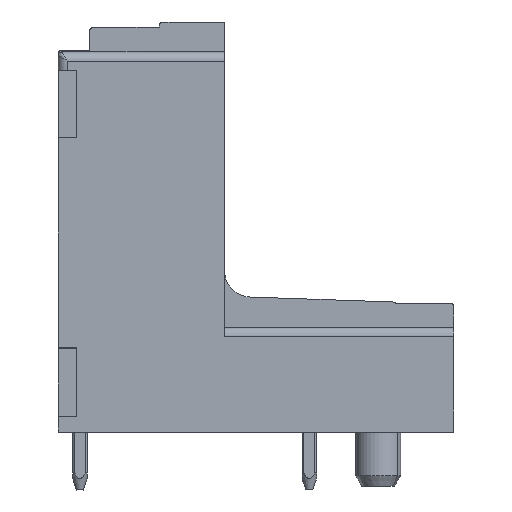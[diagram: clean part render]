
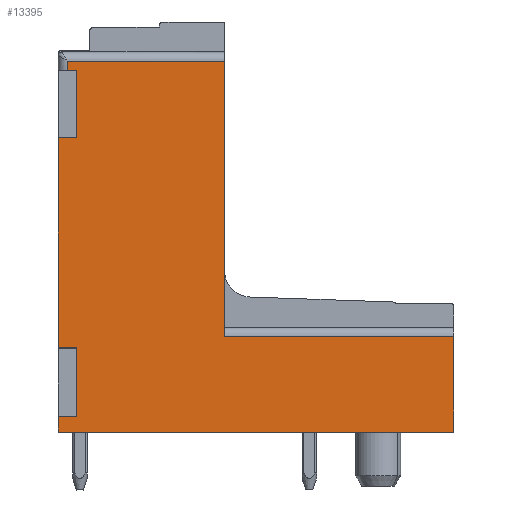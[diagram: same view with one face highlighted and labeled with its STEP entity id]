
A CAD part, left-side view. The second image highlights one B-rep face of the part: STEP entity #13395.
In plain terms, the highlighted planar face has unit normal (-1, 0, 0).
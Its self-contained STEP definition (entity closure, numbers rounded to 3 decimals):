
#13377=AXIS2_PLACEMENT_3D('Plane Axis2P3D',#13374,#13375,#13376) ;
#150=CARTESIAN_POINT('Vertex',(0.,21.9,3.2)) ;
#432=CARTESIAN_POINT('Vertex',(0.,0.,3.2)) ;
#435=CARTESIAN_POINT('Line Origine',(0.,10.95,3.2)) ;
#736=CARTESIAN_POINT('Line Origine',(0.,21.9,3.635)) ;
#740=CARTESIAN_POINT('Vertex',(0.,21.9,4.07)) ;
#810=CARTESIAN_POINT('Vertex',(0.,21.9,7.89)) ;
#813=CARTESIAN_POINT('Line Origine',(0.,21.9,13.695)) ;
#817=CARTESIAN_POINT('Vertex',(0.,21.9,19.5)) ;
#1924=CARTESIAN_POINT('Vertex',(0.,12.7,23.74)) ;
#1927=CARTESIAN_POINT('Line Origine',(0.,12.7,16.12)) ;
#1931=CARTESIAN_POINT('Vertex',(0.,12.7,8.5)) ;
#2770=CARTESIAN_POINT('Vertex',(0.,0.,8.5)) ;
#2773=CARTESIAN_POINT('Line Origine',(0.,0.,5.85)) ;
#6793=CARTESIAN_POINT('Vertex',(0.,21.4,23.74)) ;
#10935=CARTESIAN_POINT('Line Origine',(0.,21.4,13.72)) ;
#10939=CARTESIAN_POINT('Vertex',(0.,21.4,23.24)) ;
#10959=CARTESIAN_POINT('Line Origine',(0.,10.95,23.74)) ;
#10971=CARTESIAN_POINT('Line Origine',(0.,21.4,4.07)) ;
#10975=CARTESIAN_POINT('Vertex',(0.,20.9,4.07)) ;
#10993=CARTESIAN_POINT('Line Origine',(0.,20.9,5.98)) ;
#10997=CARTESIAN_POINT('Vertex',(0.,20.9,7.89)) ;
#11012=CARTESIAN_POINT('Line Origine',(0.,21.4,7.89)) ;
#11024=CARTESIAN_POINT('Line Origine',(0.,21.4,19.5)) ;
#11028=CARTESIAN_POINT('Vertex',(0.,20.9,19.5)) ;
#11046=CARTESIAN_POINT('Line Origine',(0.,20.9,21.37)) ;
#11050=CARTESIAN_POINT('Vertex',(0.,20.9,23.24)) ;
#11065=CARTESIAN_POINT('Line Origine',(0.,21.15,23.24)) ;
#13157=CARTESIAN_POINT('Line Origine',(0.,10.95,8.5)) ;
#13374=CARTESIAN_POINT('Axis2P3D Location',(0.,0.,0.)) ;
#436=DIRECTION('Vector Direction',(0.,1.,0.)) ;
#737=DIRECTION('Vector Direction',(0.,0.,1.)) ;
#814=DIRECTION('Vector Direction',(0.,0.,1.)) ;
#1928=DIRECTION('Vector Direction',(0.,0.,-1.)) ;
#2774=DIRECTION('Vector Direction',(0.,0.,-1.)) ;
#10936=DIRECTION('Vector Direction',(0.,0.,-1.)) ;
#10960=DIRECTION('Vector Direction',(0.,-1.,0.)) ;
#10972=DIRECTION('Vector Direction',(0.,-1.,0.)) ;
#10994=DIRECTION('Vector Direction',(0.,0.,-1.)) ;
#11013=DIRECTION('Vector Direction',(0.,1.,0.)) ;
#11025=DIRECTION('Vector Direction',(0.,-1.,0.)) ;
#11047=DIRECTION('Vector Direction',(0.,0.,-1.)) ;
#11066=DIRECTION('Vector Direction',(0.,1.,0.)) ;
#13158=DIRECTION('Vector Direction',(0.,-1.,0.)) ;
#13375=DIRECTION('Axis2P3D Direction',(-1.,0.,0.)) ;
#13376=DIRECTION('Axis2P3D XDirection',(0.,-1.,0.)) ;
#437=VECTOR('Line Direction',#436,1.) ;
#738=VECTOR('Line Direction',#737,1.) ;
#815=VECTOR('Line Direction',#814,1.) ;
#1929=VECTOR('Line Direction',#1928,1.) ;
#2775=VECTOR('Line Direction',#2774,1.) ;
#10937=VECTOR('Line Direction',#10936,1.) ;
#10961=VECTOR('Line Direction',#10960,1.) ;
#10973=VECTOR('Line Direction',#10972,1.) ;
#10995=VECTOR('Line Direction',#10994,1.) ;
#11014=VECTOR('Line Direction',#11013,1.) ;
#11026=VECTOR('Line Direction',#11025,1.) ;
#11048=VECTOR('Line Direction',#11047,1.) ;
#11067=VECTOR('Line Direction',#11066,1.) ;
#13159=VECTOR('Line Direction',#13158,1.) ;
#13380=ORIENTED_EDGE('',*,*,#11069,.T.) ;
#13381=ORIENTED_EDGE('',*,*,#11052,.T.) ;
#13382=ORIENTED_EDGE('',*,*,#11030,.T.) ;
#13383=ORIENTED_EDGE('',*,*,#819,.T.) ;
#13384=ORIENTED_EDGE('',*,*,#11016,.T.) ;
#13385=ORIENTED_EDGE('',*,*,#10999,.T.) ;
#13386=ORIENTED_EDGE('',*,*,#10977,.T.) ;
#13387=ORIENTED_EDGE('',*,*,#742,.T.) ;
#13388=ORIENTED_EDGE('',*,*,#439,.T.) ;
#13389=ORIENTED_EDGE('',*,*,#2777,.T.) ;
#13390=ORIENTED_EDGE('',*,*,#13161,.T.) ;
#13391=ORIENTED_EDGE('',*,*,#1933,.F.) ;
#13392=ORIENTED_EDGE('',*,*,#10963,.T.) ;
#13393=ORIENTED_EDGE('',*,*,#10941,.T.) ;
#13395=ADVANCED_FACE('HOUSING',(#13394),#13378,.T.) ;
#439=EDGE_CURVE('',#151,#433,#438,.F.) ;
#742=EDGE_CURVE('',#741,#151,#739,.F.) ;
#819=EDGE_CURVE('',#818,#811,#816,.F.) ;
#1933=EDGE_CURVE('',#1925,#1932,#1930,.T.) ;
#2777=EDGE_CURVE('',#433,#2771,#2776,.F.) ;
#10941=EDGE_CURVE('',#6794,#10940,#10938,.T.) ;
#10963=EDGE_CURVE('',#1925,#6794,#10962,.F.) ;
#10977=EDGE_CURVE('',#10976,#741,#10974,.F.) ;
#10999=EDGE_CURVE('',#10998,#10976,#10996,.T.) ;
#11016=EDGE_CURVE('',#811,#10998,#11015,.F.) ;
#11030=EDGE_CURVE('',#11029,#818,#11027,.F.) ;
#11052=EDGE_CURVE('',#11051,#11029,#11049,.T.) ;
#11069=EDGE_CURVE('',#10940,#11051,#11068,.F.) ;
#13161=EDGE_CURVE('',#2771,#1932,#13160,.F.) ;
#13379=EDGE_LOOP('',(#13380,#13381,#13382,#13383,#13384,#13385,#13386,#13387,#13388,#13389,#13390,#13391,#13392,#13393)) ;
#13394=FACE_OUTER_BOUND('',#13379,.T.) ;
#438=LINE('Line',#435,#437) ;
#739=LINE('Line',#736,#738) ;
#816=LINE('Line',#813,#815) ;
#1930=LINE('Line',#1927,#1929) ;
#2776=LINE('Line',#2773,#2775) ;
#10938=LINE('Line',#10935,#10937) ;
#10962=LINE('Line',#10959,#10961) ;
#10974=LINE('Line',#10971,#10973) ;
#10996=LINE('Line',#10993,#10995) ;
#11015=LINE('Line',#11012,#11014) ;
#11027=LINE('Line',#11024,#11026) ;
#11049=LINE('Line',#11046,#11048) ;
#11068=LINE('Line',#11065,#11067) ;
#13160=LINE('Line',#13157,#13159) ;
#13378=PLANE('',#13377) ;
#151=VERTEX_POINT('',#150) ;
#433=VERTEX_POINT('',#432) ;
#741=VERTEX_POINT('',#740) ;
#811=VERTEX_POINT('',#810) ;
#818=VERTEX_POINT('',#817) ;
#1925=VERTEX_POINT('',#1924) ;
#1932=VERTEX_POINT('',#1931) ;
#2771=VERTEX_POINT('',#2770) ;
#6794=VERTEX_POINT('',#6793) ;
#10940=VERTEX_POINT('',#10939) ;
#10976=VERTEX_POINT('',#10975) ;
#10998=VERTEX_POINT('',#10997) ;
#11029=VERTEX_POINT('',#11028) ;
#11051=VERTEX_POINT('',#11050) ;
